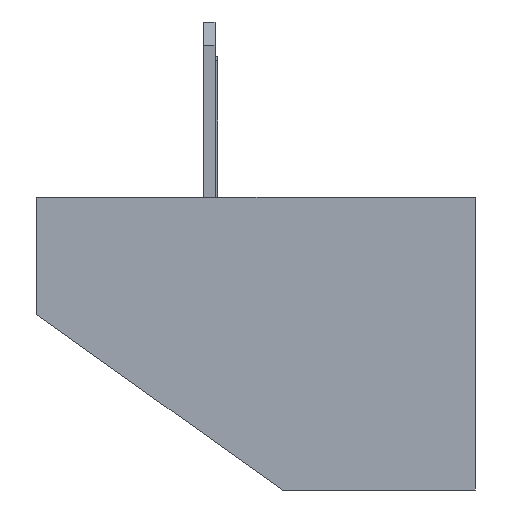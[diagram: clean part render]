
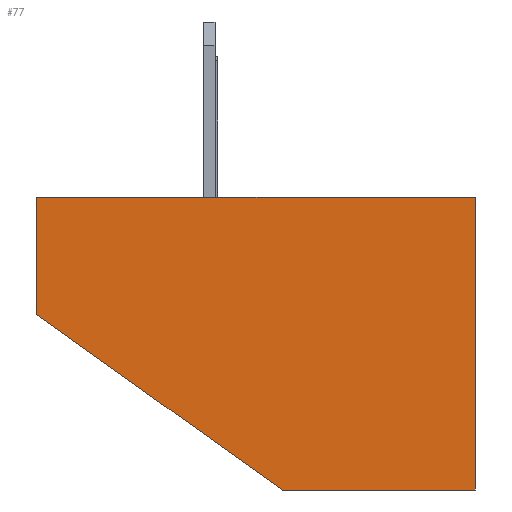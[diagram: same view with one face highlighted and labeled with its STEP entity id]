
A CAD part, left-side view. The second image highlights one B-rep face of the part: STEP entity #77.
In plain terms, the highlighted planar face has unit normal (-1, 0, 0).
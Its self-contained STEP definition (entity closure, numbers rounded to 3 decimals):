
#30=CARTESIAN_POINT('',(0.,3.75,-2.5));
#31=DIRECTION('',(0.,0.,-1.));
#32=DIRECTION('',(-1.,-0.,-0.));
#33=AXIS2_PLACEMENT_3D('',#30,#32,#31);
#34=PLANE('',#33);
#35=CARTESIAN_POINT('',(0.,7.5,0.));
#36=VERTEX_POINT('',#35);
#37=CARTESIAN_POINT('',(0.,0.,0.));
#38=VERTEX_POINT('',#37);
#39=CARTESIAN_POINT('',(0.,7.5,0.));
#40=DIRECTION('',(0.,-1.,0.));
#41=VECTOR('',#40,7.5);
#42=LINE('',#39,#41);
#43=EDGE_CURVE('',#36,#38,#42,.T.);
#44=ORIENTED_EDGE('',*,*,#43,.F.);
#45=CARTESIAN_POINT('',(0.,7.5,-2.));
#46=VERTEX_POINT('',#45);
#47=CARTESIAN_POINT('',(0.,7.5,0.));
#48=DIRECTION('',(0.,0.,-1.));
#49=VECTOR('',#48,2.);
#50=LINE('',#47,#49);
#51=EDGE_CURVE('',#36,#46,#50,.T.);
#52=ORIENTED_EDGE('',*,*,#51,.T.);
#53=CARTESIAN_POINT('',(0.,3.3,-5.));
#54=VERTEX_POINT('',#53);
#55=CARTESIAN_POINT('',(0.,7.5,-2.));
#56=DIRECTION('',(0.,-0.814,-0.581));
#57=VECTOR('',#56,5.161);
#58=LINE('',#55,#57);
#59=EDGE_CURVE('',#46,#54,#58,.T.);
#60=ORIENTED_EDGE('',*,*,#59,.T.);
#61=CARTESIAN_POINT('',(0.,0.,-5.));
#62=VERTEX_POINT('',#61);
#63=CARTESIAN_POINT('',(0.,3.3,-5.));
#64=DIRECTION('',(0.,-1.,0.));
#65=VECTOR('',#64,3.3);
#66=LINE('',#63,#65);
#67=EDGE_CURVE('',#54,#62,#66,.T.);
#68=ORIENTED_EDGE('',*,*,#67,.T.);
#69=CARTESIAN_POINT('',(0.,0.,-5.));
#70=DIRECTION('',(0.,0.,1.));
#71=VECTOR('',#70,5.);
#72=LINE('',#69,#71);
#73=EDGE_CURVE('',#62,#38,#72,.T.);
#74=ORIENTED_EDGE('',*,*,#73,.T.);
#75=EDGE_LOOP('',(#44,#52,#60,#68,#74));
#76=FACE_OUTER_BOUND('',#75,.T.);
#77=ADVANCED_FACE('',(#76),#34,.T.);
